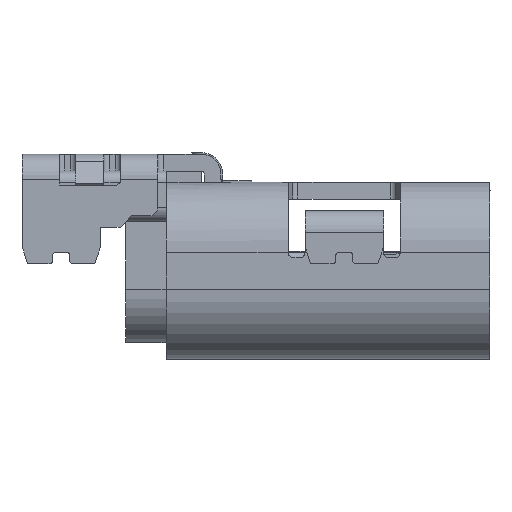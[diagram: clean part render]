
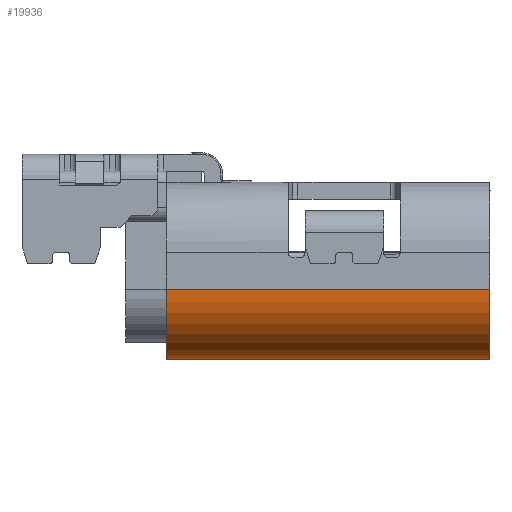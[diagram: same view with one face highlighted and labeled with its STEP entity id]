
A CAD part, left-side view. The second image highlights one B-rep face of the part: STEP entity #19936.
In plain terms, the highlighted cylindrical face has radius 1.25 mm (diameter 2.5 mm), a partial arc.
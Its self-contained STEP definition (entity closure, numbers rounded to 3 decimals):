
#1209=FACE_OUTER_BOUND('',#2329,.T.);
#2329=EDGE_LOOP('',(#14909,#14910,#14911,#14912));
#3768=LINE('',#30357,#6032);
#3769=LINE('',#30360,#6033);
#6032=VECTOR('',#24301,1000.);
#6033=VECTOR('',#24304,1000.);
#7942=CIRCLE('',#21341,1.25);
#7955=CIRCLE('',#21368,1.25);
#8917=VERTEX_POINT('',#30269);
#8918=VERTEX_POINT('',#30271);
#8946=VERTEX_POINT('',#30356);
#8947=VERTEX_POINT('',#30358);
#11152=EDGE_CURVE('',#8917,#8918,#7942,.T.);
#11195=EDGE_CURVE('',#8917,#8946,#3768,.T.);
#11196=EDGE_CURVE('',#8947,#8946,#7955,.T.);
#11197=EDGE_CURVE('',#8947,#8918,#3769,.T.);
#14909=ORIENTED_EDGE('',*,*,#11195,.T.);
#14910=ORIENTED_EDGE('',*,*,#11196,.F.);
#14911=ORIENTED_EDGE('',*,*,#11197,.T.);
#14912=ORIENTED_EDGE('',*,*,#11152,.F.);
#19432=CYLINDRICAL_SURFACE('',#21367,1.25);
#19936=ADVANCED_FACE('',(#1209),#19432,.T.);
#21341=AXIS2_PLACEMENT_3D('',#30272,#24217,#24218);
#21367=AXIS2_PLACEMENT_3D('',#30355,#24299,#24300);
#21368=AXIS2_PLACEMENT_3D('',#30359,#24302,#24303);
#24217=DIRECTION('center_axis',(0.,-1.,0.));
#24218=DIRECTION('ref_axis',(0.,0.,
-1.));
#24299=DIRECTION('center_axis',(0.,1.,0.));
#24300=DIRECTION('ref_axis',(0.,0.,
1.));
#24301=DIRECTION('',(0.,1.,0.));
#24302=DIRECTION('center_axis',(0.,1.,0.));
#24303=DIRECTION('ref_axis',(-1.,0.,0.));
#24304=DIRECTION('',(0.,-1.,0.));
#30269=CARTESIAN_POINT('',(-4.48,-2.6,-1.11));
#30271=CARTESIAN_POINT('',(-3.23,-2.6,-2.36));
#30272=CARTESIAN_POINT('Origin',(-3.23,-2.6,-1.11));
#30355=CARTESIAN_POINT('Origin',(-3.23,-2.748,-1.11));
#30356=CARTESIAN_POINT('',(-4.48,3.175,-1.11));
#30357=CARTESIAN_POINT('',(-4.48,0.288,-1.11));
#30358=CARTESIAN_POINT('',(-3.23,3.175,-2.36));
#30359=CARTESIAN_POINT('Origin',(-3.23,3.175,-1.11));
#30360=CARTESIAN_POINT('',(-3.23,0.288,-2.36));
